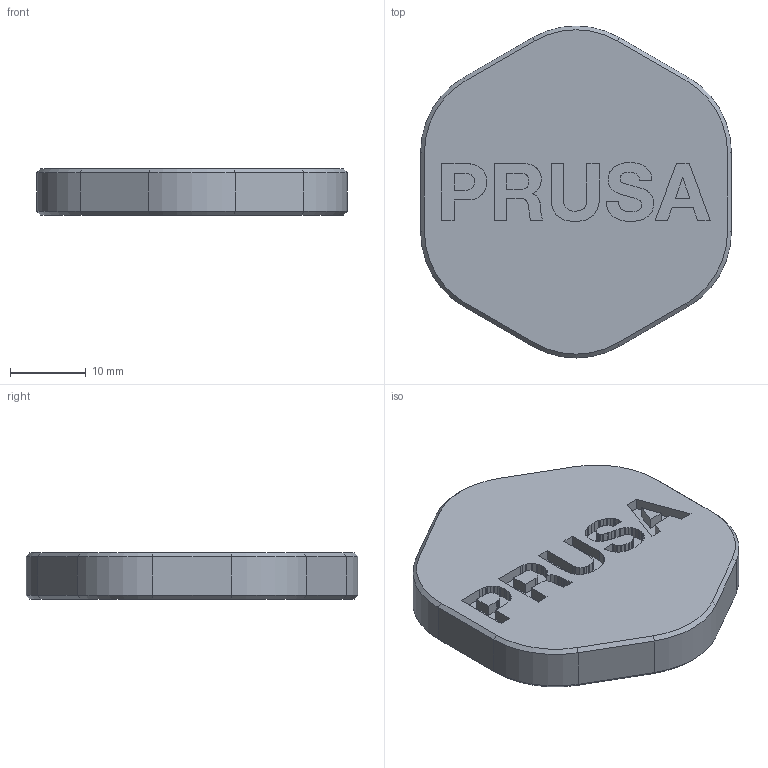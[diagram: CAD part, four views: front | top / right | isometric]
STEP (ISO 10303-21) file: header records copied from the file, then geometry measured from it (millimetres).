
FILE_DESCRIPTION(/* description */ (''),/* implementation_level */ '2;1');
FILE_NAME(/* name */ 'SL1-KNOB_COVER.step',/* time_stamp */ '2019-08-13T13:00:20+02:00',/* author */ (''),/* organization */ (''),/* preprocessor_version */ 'ST-DEVELOPER v18',/* originating_system */ 'Autodesk Translation Framework v8.2.0.1029',/* authorisation */ '');
FILE_SCHEMA (('AUTOMOTIVE_DESIGN { 1 0 10303 214 3 1 1 }'));
Length unit declared in the file: millimetre
Products named in the file (1): KNOB_COVER
Bounding box: 41 x 43.78 x 6.1 mm (x, y, z)
Volume: 8387.7 mm3; surface area: 3848.4 mm2
Topology: 1 solids, 1 shells, 389 faces, 1110 edges, 732 vertices
Faces by surface type: plane 370, cone 12, cylinder 7
Entity records: 12438 total; most frequent: CARTESIAN_POINT 2232, ORIENTED_EDGE 2220, DIRECTION 1916, EDGE_CURVE 1110, LINE 1084, VECTOR 1084, VERTEX_POINT 732, AXIS2_PLACEMENT_3D 416
